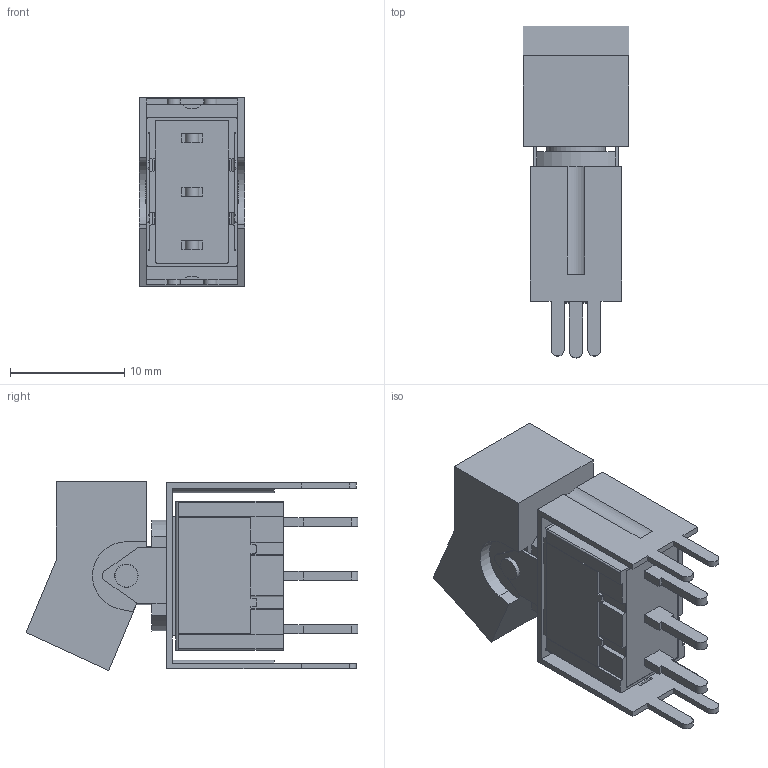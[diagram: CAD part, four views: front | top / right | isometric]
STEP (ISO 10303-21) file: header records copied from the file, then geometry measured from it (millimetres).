
FILE_DESCRIPTION( ( 'STEP AP214' ), '1' );
FILE_NAME( 'M2013TXG13-DA.stp', '2020-11-27T18:14:36', ( 'License CC BY-ND 4.0' ), ( 'CADENAS' ), ' ', 'PARTsolutions', ' ' );
FILE_SCHEMA( ( 'AUTOMOTIVE_DESIGN { 1 0 10303 214 1 1 1 1 }' ) );
Length unit declared in the file: inch
Products named in the file (7): M2013TXG13-DA; _M201TX313-switch; _M201TX-cover; _M201TX13-cover-t; _BBracket-13TX-bracket; _AT4148-1A-rocker; _M201303GBR-terminal
Assembly tree (6 placements, depth 2):
  M2013TXG13-DA
    _M201TX313-switch
    _M201TX-cover
    _M201TX13-cover-t
    _BBracket-13TX-bracket
    _AT4148-1A-rocker
    _M201303GBR-terminal
Bounding box: 9.27 x 29.06 x 16.54 mm (x, y, z)
Volume: 2333.7 mm3; surface area: 3269.6 mm2
Topology: 6 solids, 6 shells, 225 faces, 604 edges, 399 vertices
Faces by surface type: plane 178, cylinder 47
Full cylindrical faces by diameter (mm): 1.981 x2, 2.032 x2, 5.08 x2
Entity records: 8847 total; most frequent: CARTESIAN_POINT 1225, ORIENTED_EDGE 1192, DIRECTION 1155, EDGE_CURVE 596, LINE 501, VECTOR 501, VERTEX_POINT 397, AXIS2_PLACEMENT_3D 327
